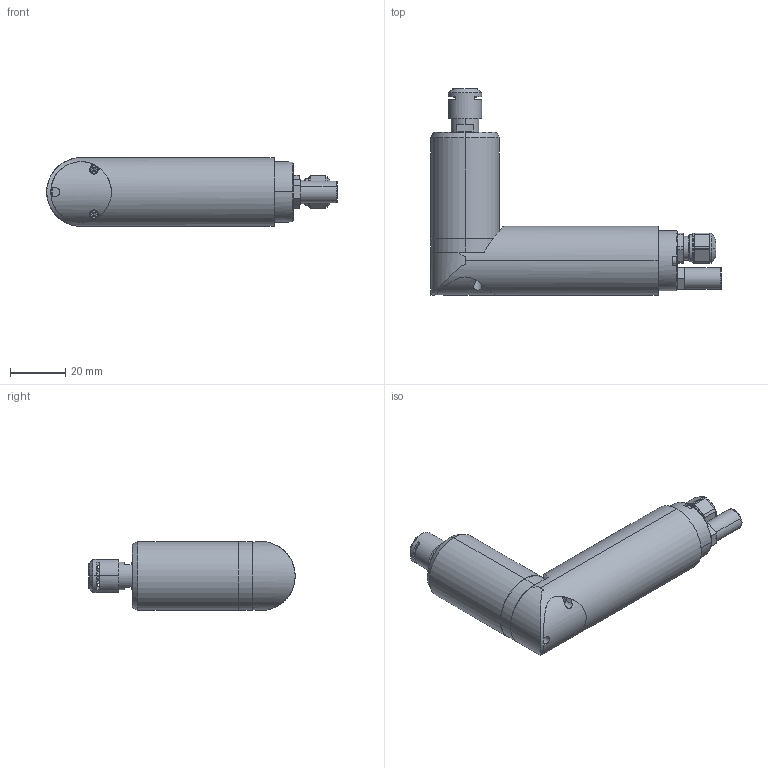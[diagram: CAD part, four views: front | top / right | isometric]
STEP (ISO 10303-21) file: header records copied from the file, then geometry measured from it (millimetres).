
FILE_DESCRIPTION (( 'STEP AP203' ), '1' );
FILE_NAME ('025S060S-01-.STEP', '2012-04-24T13:26:51', ( 'FM10CAD1' ), ( 'IBAG Switzerland AG' ), 'SwSTEP 2.0', 'SolidWorks 2010', '' );
FILE_SCHEMA (( 'CONFIG_CONTROL_DESIGN' ));
Length unit declared in the file: millimetre
Products named in the file (1): 025S060S-01-
Bounding box: 105.5 x 74.78 x 25 mm (x, y, z)
Surface area: 16341.2 mm2 (no closed solid volume)
Topology: 0 solids, 19 shells, 232 faces, 774 edges, 535 vertices
Faces by surface type: plane 107, cylinder 80, cone 27, torus 18
Entity records: 9058 total; most frequent: CARTESIAN_POINT 2197, DIRECTION 1518, ORIENTED_EDGE 1217, EDGE_CURVE 766, AXIS2_PLACEMENT_3D 574, VERTEX_POINT 535, VECTOR 370, LINE 370
